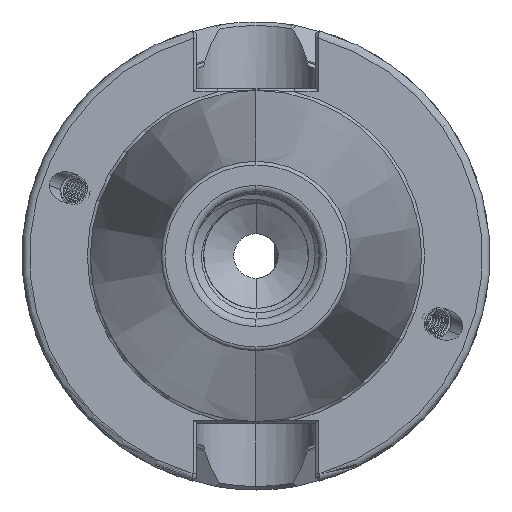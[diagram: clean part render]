
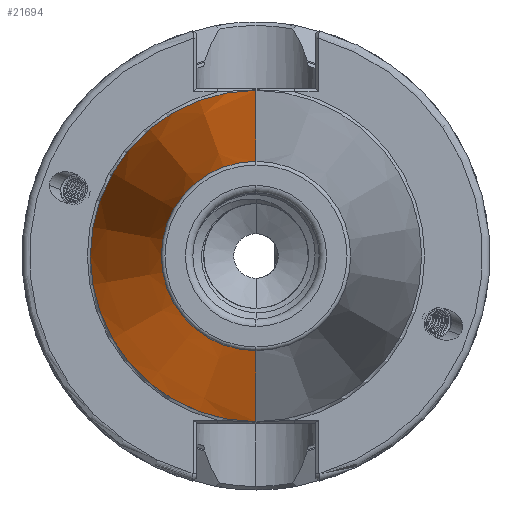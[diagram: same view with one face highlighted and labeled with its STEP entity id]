
A CAD part, left-side view. The second image highlights one B-rep face of the part: STEP entity #21694.
In plain terms, the highlighted conical face has half-angle 8.297 degrees and reference radius 22.298 mm.
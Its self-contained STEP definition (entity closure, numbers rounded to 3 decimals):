
#989 = CARTESIAN_POINT ( 'NONE',  ( -66.972, 0., 12.75 ) ) ;
#1017 = CARTESIAN_POINT ( 'NONE',  ( -66.972, 0., -12.75 ) ) ;
#1036 = CARTESIAN_POINT ( 'NONE',  ( -1.5, 0., 22.298 ) ) ;
#1082 = CARTESIAN_POINT ( 'NONE',  ( -1.5, 0., -22.298 ) ) ;
#3656 = AXIS2_PLACEMENT_3D ( 'NONE', #5181, #5182, #5202 ) ;
#3660 = AXIS2_PLACEMENT_3D ( 'NONE', #4956, #4957, #4967 ) ;
#3685 = AXIS2_PLACEMENT_3D ( 'NONE', #5704, #5681, #5719 ) ;
#4956 = CARTESIAN_POINT ( 'NONE',  ( -1.5, 0., 0. ) ) ;
#4957 = DIRECTION ( 'NONE',  ( 1., 0., 0. ) ) ;
#4967 = DIRECTION ( 'NONE',  ( 0., 0., -1. ) ) ;
#5181 = CARTESIAN_POINT ( 'NONE',  ( -66.972, 0., 0. ) ) ;
#5182 = DIRECTION ( 'NONE',  ( 1., 0., 0. ) ) ;
#5202 = DIRECTION ( 'NONE',  ( 0., 0., -1. ) ) ;
#5544 = CARTESIAN_POINT ( 'NONE',  ( -1.5, 0., 22.298 ) ) ;
#5564 = DIRECTION ( 'NONE',  ( 0.99, 0., 0.144 ) ) ;
#5580 = CARTESIAN_POINT ( 'NONE',  ( -1.5, 0., -22.298 ) ) ;
#5620 = DIRECTION ( 'NONE',  ( 0.99, 0., -0.144 ) ) ;
#5681 = DIRECTION ( 'NONE',  ( 1., 0., 0. ) ) ;
#5704 = CARTESIAN_POINT ( 'NONE',  ( -1.5, 0., 0. ) ) ;
#5719 = DIRECTION ( 'NONE',  ( 0., 0., -1. ) ) ;
#15405 = ORIENTED_EDGE ( 'NONE', *, *, #20138, .F. ) ;
#15406 = ORIENTED_EDGE ( 'NONE', *, *, #20130, .T. ) ;
#15428 = ORIENTED_EDGE ( 'NONE', *, *, #20083, .T. ) ;
#15646 = VERTEX_POINT ( 'NONE', #989 ) ;
#15653 = VERTEX_POINT ( 'NONE', #1017 ) ;
#15690 = VERTEX_POINT ( 'NONE', #1082 ) ;
#15700 = VERTEX_POINT ( 'NONE', #1036 ) ;
#15954 = ORIENTED_EDGE ( 'NONE', *, *, #20039, .F. ) ;
#16833 = CIRCLE ( 'NONE', #3660, 22.298 ) ;
#16849 = CIRCLE ( 'NONE', #3656, 12.75 ) ;
#16902 = LINE ( 'NONE', #5544, #16935 ) ;
#16909 = LINE ( 'NONE', #5580, #16938 ) ;
#16924 = FACE_OUTER_BOUND ( 'NONE', #21933, .T. ) ;
#16925 = CONICAL_SURFACE ( 'NONE', #3685, 22.298, 0.145 ) ;
#16935 = VECTOR ( 'NONE', #5564, 1000. ) ;
#16938 = VECTOR ( 'NONE', #5620, 1000. ) ;
#20039 = EDGE_CURVE ( 'NONE', #15690, #15700, #16833, .T. ) ;
#20083 = EDGE_CURVE ( 'NONE', #15653, #15646, #16849, .T. ) ;
#20130 = EDGE_CURVE ( 'NONE', #15646, #15700, #16902, .T. ) ;
#20138 = EDGE_CURVE ( 'NONE', #15653, #15690, #16909, .T. ) ;
#21694 = ADVANCED_FACE ( 'NONE', ( #16924 ), #16925, .T. ) ;
#21933 = EDGE_LOOP ( 'NONE', ( #15428, #15406, #15954, #15405 ) ) ;
